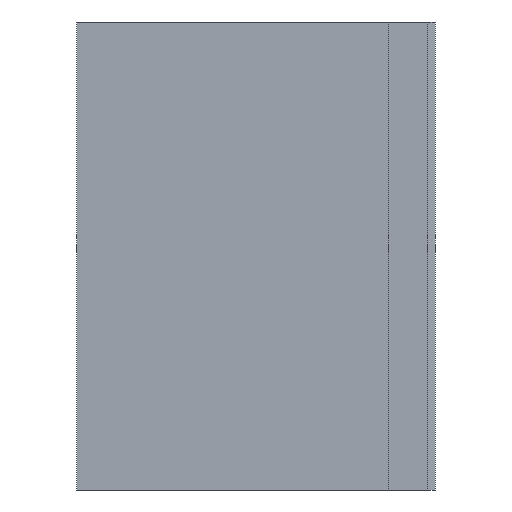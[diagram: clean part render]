
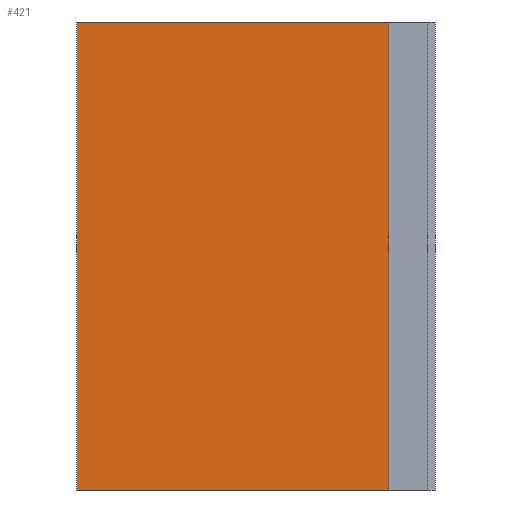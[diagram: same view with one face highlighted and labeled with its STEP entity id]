
A CAD part, front view. The second image highlights one B-rep face of the part: STEP entity #421.
In plain terms, the highlighted planar face has unit normal (0, -1, 0).
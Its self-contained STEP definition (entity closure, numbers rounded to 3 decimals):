
#18 = DIRECTION ( 'NONE',  ( 0., 1., 0. ) ) ;
#24 = VERTEX_POINT ( 'NONE', #547 ) ;
#90 = VECTOR ( 'NONE', #260, 1000. ) ;
#95 = EDGE_CURVE ( 'NONE', #601, #280, #591, .T. ) ;
#96 = ORIENTED_EDGE ( 'NONE', *, *, #95, .T. ) ;
#97 = DIRECTION ( 'NONE',  ( 0., 0., 1. ) ) ;
#118 = VECTOR ( 'NONE', #242, 1000. ) ;
#150 = VECTOR ( 'NONE', #184, 1000. ) ;
#153 = CARTESIAN_POINT ( 'NONE',  ( 20., 0., 15. ) ) ;
#184 = DIRECTION ( 'NONE',  ( 0., 0., -1. ) ) ;
#210 = LINE ( 'NONE', #348, #90 ) ;
#231 = EDGE_LOOP ( 'NONE', ( #96, #408, #237, #486 ) ) ;
#237 = ORIENTED_EDGE ( 'NONE', *, *, #562, .F. ) ;
#242 = DIRECTION ( 'NONE',  ( 0., 0., -1. ) ) ;
#251 = EDGE_CURVE ( 'NONE', #387, #280, #506, .T. ) ;
#260 = DIRECTION ( 'NONE',  ( 1., 0., 0. ) ) ;
#270 = CARTESIAN_POINT ( 'NONE',  ( 20., 0., -15. ) ) ;
#274 = EDGE_CURVE ( 'NONE', #24, #601, #275, .T. ) ;
#275 = LINE ( 'NONE', #594, #118 ) ;
#280 = VERTEX_POINT ( 'NONE', #557 ) ;
#304 = CARTESIAN_POINT ( 'NONE',  ( 0., 0., -15. ) ) ;
#324 = CARTESIAN_POINT ( 'NONE',  ( 20., 0., 15. ) ) ;
#348 = CARTESIAN_POINT ( 'NONE',  ( 20., 0., 15. ) ) ;
#381 = AXIS2_PLACEMENT_3D ( 'NONE', #393, #18, #97 ) ;
#387 = VERTEX_POINT ( 'NONE', #153 ) ;
#393 = CARTESIAN_POINT ( 'NONE',  ( 20., 0., 15. ) ) ;
#408 = ORIENTED_EDGE ( 'NONE', *, *, #251, .F. ) ;
#421 = ADVANCED_FACE ( 'NONE', ( #440 ), #565, .F. ) ;
#440 = FACE_OUTER_BOUND ( 'NONE', #231, .T. ) ;
#486 = ORIENTED_EDGE ( 'NONE', *, *, #274, .T. ) ;
#494 = DIRECTION ( 'NONE',  ( 1., 0., 0. ) ) ;
#506 = LINE ( 'NONE', #324, #150 ) ;
#547 = CARTESIAN_POINT ( 'NONE',  ( 0., 0., 15. ) ) ;
#557 = CARTESIAN_POINT ( 'NONE',  ( 20., 0., -15. ) ) ;
#562 = EDGE_CURVE ( 'NONE', #24, #387, #210, .T. ) ;
#565 = PLANE ( 'NONE',  #381 ) ;
#569 = VECTOR ( 'NONE', #494, 1000. ) ;
#591 = LINE ( 'NONE', #270, #569 ) ;
#594 = CARTESIAN_POINT ( 'NONE',  ( 0., 0., 15. ) ) ;
#601 = VERTEX_POINT ( 'NONE', #304 ) ;
